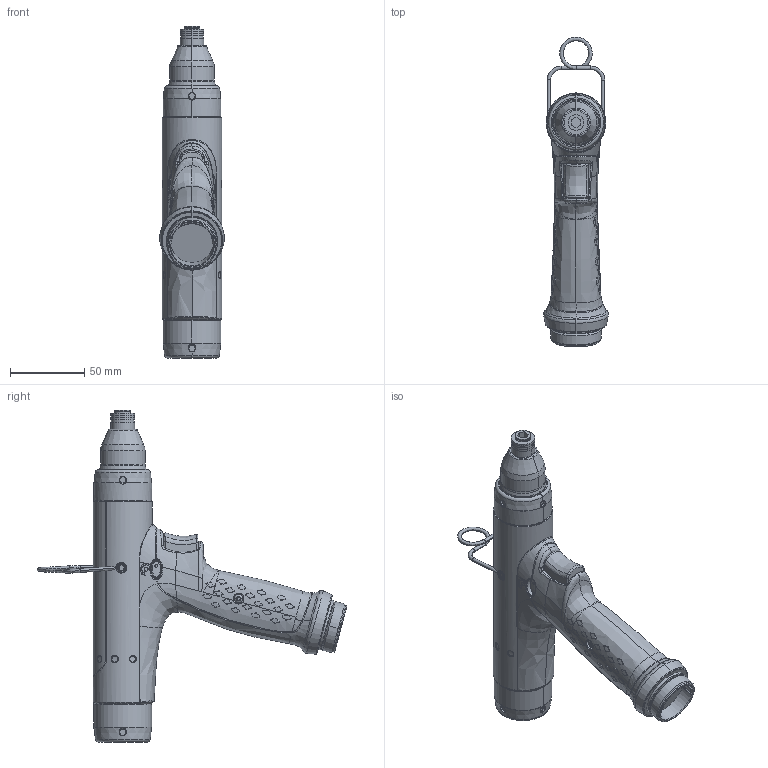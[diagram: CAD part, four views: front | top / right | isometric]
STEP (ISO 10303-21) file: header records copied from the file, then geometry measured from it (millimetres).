
FILE_DESCRIPTION((''),'2;1');
FILE_NAME('EXT_COMP_SW0004','2021-07-01T14:17:36',('INEVDh'),(''),'CREO PARAMETRIC BY PTC INC, 2020281','CREO PARAMETRIC BY PTC INC, 2020281','');
FILE_SCHEMA(('CONFIG_CONTROL_DESIGN'));
Products named in the file (1): EXT_COMP_SW0004
Bounding box: 43.61 x 208.73 x 223.71 mm (x, y, z)
Volume: 387720.1 mm3; surface area: 50040.6 mm2
Topology: 2 solids, 2 shells, 973 faces, 2421 edges, 1529 vertices
Faces by surface type: bspline 606, cylinder 131, plane 103, cone 69, torus 54, revolution 6, sphere 2, extrusion 2
Entity records: 74486 total; most frequent: CARTESIAN_POINT 55994, ORIENTED_EDGE 4842, EDGE_CURVE 2421, DIRECTION 2005, B_SPLINE_CURVE_WITH_KNOTS 1542, VERTEX_POINT 1529, EDGE_LOOP 1054, FACE_OUTER_BOUND 973
